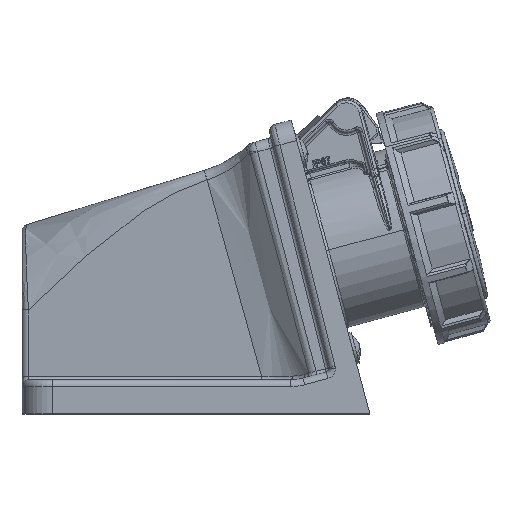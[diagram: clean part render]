
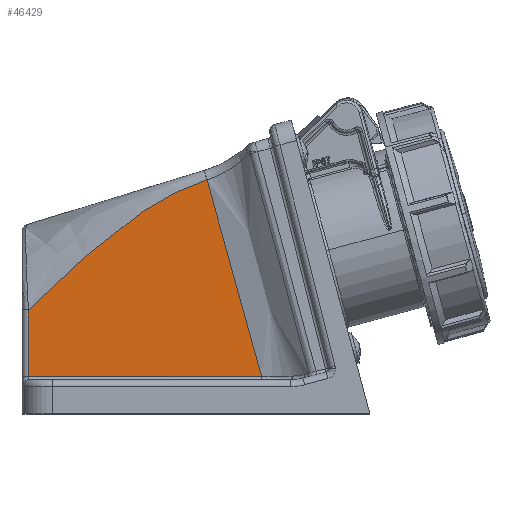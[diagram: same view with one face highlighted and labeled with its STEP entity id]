
A CAD part, top view. The second image highlights one B-rep face of the part: STEP entity #46429.
In plain terms, the highlighted planar face has unit normal (-0.056, 0.001, 0.998).
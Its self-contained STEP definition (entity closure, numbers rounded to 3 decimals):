
#163 = CARTESIAN_POINT ( 'NONE',  ( 6.049, 26.922, 27.657 ) ) ;
#273 = PLANE ( 'NONE',  #93289 ) ;
#304 = ORIENTED_EDGE ( 'NONE', *, *, #76499, .T. ) ;
#3149 = CARTESIAN_POINT ( 'NONE',  ( 22.232, -31.318, 28.631 ) ) ;
#5129 = VERTEX_POINT ( 'NONE', #3149 ) ;
#6748 =( BOUNDED_CURVE ( )  B_SPLINE_CURVE ( 3, ( #30850, #163, #91965, #75897 ),
 .UNSPECIFIED., .F., .F. ) 
 B_SPLINE_CURVE_WITH_KNOTS ( ( 4, 4 ),
 ( 4.394, 4.396 ),
 .UNSPECIFIED. ) 
 CURVE ( )  GEOMETRIC_REPRESENTATION_ITEM ( )  RATIONAL_B_SPLINE_CURVE ( ( 1., 1., 1., 1. ) ) 
 REPRESENTATION_ITEM ( '' )  );
#10947 = VERTEX_POINT ( 'NONE', #15415 ) ;
#15415 = CARTESIAN_POINT ( 'NONE',  ( -46.835, -31.318, 24.751 ) ) ;
#16071 = ORIENTED_EDGE ( 'NONE', *, *, #65805, .T. ) ;
#16935 = CARTESIAN_POINT ( 'NONE',  ( 16.836, -11.905, 28.306 ) ) ;
#21172 = VERTEX_POINT ( 'NONE', #64393 ) ;
#24909 = CARTESIAN_POINT ( 'NONE',  ( 22.232, -31.318, 28.631 ) ) ;
#30850 = CARTESIAN_POINT ( 'NONE',  ( 6.071, 26.929, 27.658 ) ) ;
#32282 = EDGE_LOOP ( 'NONE', ( #64932, #304, #16071, #47970, #93252 ) ) ;
#38103 = CARTESIAN_POINT ( 'NONE',  ( -46.835, -11.594, 24.73 ) ) ;
#38954 = CARTESIAN_POINT ( 'NONE',  ( 6.071, 26.929, 27.658 ) ) ;
#42090 = EDGE_CURVE ( 'NONE', #52911, #56585, #63076, .T. ) ;
#42525 = FACE_OUTER_BOUND ( 'NONE', #32282, .T. ) ;
#44940 = CARTESIAN_POINT ( 'NONE',  ( -46.835, -11.594, 24.73 ) ) ;
#45278 = VECTOR ( 'NONE', #65527, 1000. ) ;
#46429 = ADVANCED_FACE ( 'NONE', ( #42525 ), #273, .T. ) ;
#46855 = VECTOR ( 'NONE', #79114, 1000. ) ;
#47970 = ORIENTED_EDGE ( 'NONE', *, *, #56609, .T. ) ;
#48498 = CARTESIAN_POINT ( 'NONE',  ( 60.148, -31.318, 30.76 ) ) ;
#49245 = LINE ( 'NONE', #48498, #46855 ) ;
#50417 = B_SPLINE_CURVE_WITH_KNOTS ( 'NONE', 3,
 ( #24909, #16935, #69584, #38954 ),
 .UNSPECIFIED., .F., .F.,
 ( 4, 4 ),
 ( 0.001, 0.061 ),
 .UNSPECIFIED. ) ;
#52911 = VERTEX_POINT ( 'NONE', #64276 ) ;
#53813 = CARTESIAN_POINT ( 'NONE',  ( -11.951, 21.419, 26.652 ) ) ;
#54480 = CARTESIAN_POINT ( 'NONE',  ( -42.422, -7.418, 24.973 ) ) ;
#56585 = VERTEX_POINT ( 'NONE', #44940 ) ;
#56609 = EDGE_CURVE ( 'NONE', #21172, #52911, #6748, .T. ) ;
#58557 = CARTESIAN_POINT ( 'NONE',  ( -46.835, -32.323, 24.753 ) ) ;
#61483 = CARTESIAN_POINT ( 'NONE',  ( -27.186, 7.001, 25.813 ) ) ;
#63076 = B_SPLINE_CURVE_WITH_KNOTS ( 'NONE', 3,
 ( #74493, #53813, #61483, #54480, #92191, #91191, #38103 ),
 .UNSPECIFIED., .F., .F.,
 ( 4, 3, 4 ),
 ( -0.224, -0.167, -0.162 ),
 .UNSPECIFIED. ) ;
#64276 = CARTESIAN_POINT ( 'NONE',  ( 6.005, 26.909, 27.655 ) ) ;
#64393 = CARTESIAN_POINT ( 'NONE',  ( 6.071, 26.929, 27.658 ) ) ;
#64932 = ORIENTED_EDGE ( 'NONE', *, *, #93237, .T. ) ;
#65527 = DIRECTION ( 'NONE',  ( 0., -1., 0.001 ) ) ;
#65805 = EDGE_CURVE ( 'NONE', #5129, #21172, #50417, .T. ) ;
#69024 = LINE ( 'NONE', #58557, #45278 ) ;
#69584 = CARTESIAN_POINT ( 'NONE',  ( 11.45, 7.511, 27.982 ) ) ;
#74493 = CARTESIAN_POINT ( 'NONE',  ( 6.005, 26.909, 27.655 ) ) ;
#75664 = DIRECTION ( 'NONE',  ( -0.056, 0.001, 0.998 ) ) ;
#75897 = CARTESIAN_POINT ( 'NONE',  ( 6.005, 26.909, 27.655 ) ) ;
#76499 = EDGE_CURVE ( 'NONE', #10947, #5129, #49245, .T. ) ;
#77986 = DIRECTION ( 'NONE',  ( 0.998, 0., 0.056 ) ) ;
#79114 = DIRECTION ( 'NONE',  ( 0.998, 0., 0.056 ) ) ;
#91191 = CARTESIAN_POINT ( 'NONE',  ( -45.364, -10.202, 24.811 ) ) ;
#91965 = CARTESIAN_POINT ( 'NONE',  ( 6.027, 26.916, 27.656 ) ) ;
#92191 = CARTESIAN_POINT ( 'NONE',  ( -43.893, -8.81, 24.892 ) ) ;
#93237 = EDGE_CURVE ( 'NONE', #56585, #10947, #69024, .T. ) ;
#93252 = ORIENTED_EDGE ( 'NONE', *, *, #42090, .T. ) ;
#93289 = AXIS2_PLACEMENT_3D ( 'NONE', #98412, #75664, #77986 ) ;
#98412 = CARTESIAN_POINT ( 'NONE',  ( 60.148, -32.317, 30.761 ) ) ;
